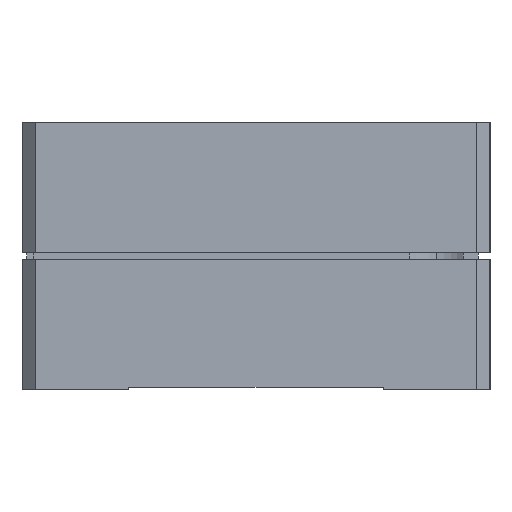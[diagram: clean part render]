
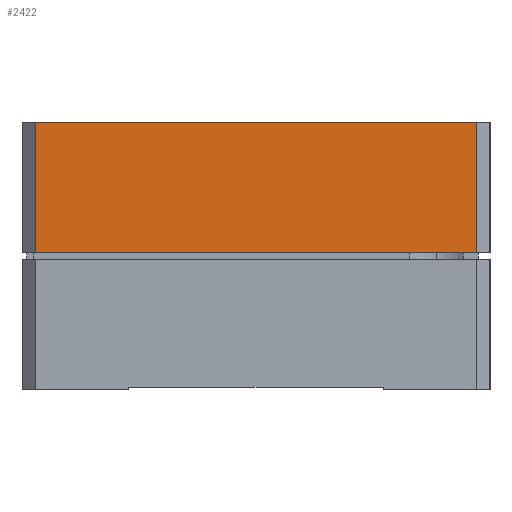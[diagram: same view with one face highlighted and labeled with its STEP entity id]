
A CAD part, left-side view. The second image highlights one B-rep face of the part: STEP entity #2422.
In plain terms, the highlighted planar face has unit normal (-1, 0, 0).
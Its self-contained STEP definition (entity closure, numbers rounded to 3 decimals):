
#87 = DIRECTION ( 'NONE',  ( 0., 1., 0. ) ) ;
#209 = VERTEX_POINT ( 'NONE', #811 ) ;
#218 = ORIENTED_EDGE ( 'NONE', *, *, #826, .F. ) ;
#472 = EDGE_CURVE ( 'NONE', #1709, #2662, #1506, .T. ) ;
#608 = CARTESIAN_POINT ( 'NONE',  ( -17.5, -17.5, 20. ) ) ;
#811 = CARTESIAN_POINT ( 'NONE',  ( -17.5, 16.5, 10.25 ) ) ;
#821 = DIRECTION ( 'NONE',  ( 0., 0., -1. ) ) ;
#826 = EDGE_CURVE ( 'NONE', #1769, #2662, #2188, .T. ) ;
#914 = DIRECTION ( 'NONE',  ( 0., 0., 1. ) ) ;
#944 = CARTESIAN_POINT ( 'NONE',  ( -17.5, -17.5, 10.25 ) ) ;
#951 = ORIENTED_EDGE ( 'NONE', *, *, #472, .T. ) ;
#966 = CARTESIAN_POINT ( 'NONE',  ( -17.5, -16.5, 10.25 ) ) ;
#1002 = VECTOR ( 'NONE', #914, 1000. ) ;
#1050 = VECTOR ( 'NONE', #2245, 1000. ) ;
#1250 = VECTOR ( 'NONE', #87, 1000. ) ;
#1314 = ORIENTED_EDGE ( 'NONE', *, *, #2261, .T. ) ;
#1506 = LINE ( 'NONE', #2408, #1002 ) ;
#1569 = ORIENTED_EDGE ( 'NONE', *, *, #1679, .F. ) ;
#1679 = EDGE_CURVE ( 'NONE', #1709, #209, #1822, .T. ) ;
#1709 = VERTEX_POINT ( 'NONE', #966 ) ;
#1716 = FACE_OUTER_BOUND ( 'NONE', #1908, .T. ) ;
#1769 = VERTEX_POINT ( 'NONE', #2702 ) ;
#1822 = LINE ( 'NONE', #944, #1250 ) ;
#1867 = AXIS2_PLACEMENT_3D ( 'NONE', #608, #2097, #821 ) ;
#1908 = EDGE_LOOP ( 'NONE', ( #218, #1314, #1569, #951 ) ) ;
#2073 = DIRECTION ( 'NONE',  ( 0., -1., 0. ) ) ;
#2097 = DIRECTION ( 'NONE',  ( 1., 0., 0. ) ) ;
#2187 = LINE ( 'NONE', #2661, #1050 ) ;
#2188 = LINE ( 'NONE', #2495, #2757 ) ;
#2245 = DIRECTION ( 'NONE',  ( 0., 0., -1. ) ) ;
#2261 = EDGE_CURVE ( 'NONE', #1769, #209, #2187, .T. ) ;
#2408 = CARTESIAN_POINT ( 'NONE',  ( -17.5, -16.5, 20. ) ) ;
#2422 = ADVANCED_FACE ( 'NONE', ( #1716 ), #2513, .F. ) ;
#2470 = CARTESIAN_POINT ( 'NONE',  ( -17.5, -16.5, 20. ) ) ;
#2495 = CARTESIAN_POINT ( 'NONE',  ( -17.5, -17.5, 20. ) ) ;
#2513 = PLANE ( 'NONE',  #1867 ) ;
#2661 = CARTESIAN_POINT ( 'NONE',  ( -17.5, 16.5, 20. ) ) ;
#2662 = VERTEX_POINT ( 'NONE', #2470 ) ;
#2702 = CARTESIAN_POINT ( 'NONE',  ( -17.5, 16.5, 20. ) ) ;
#2757 = VECTOR ( 'NONE', #2073, 1000. ) ;
